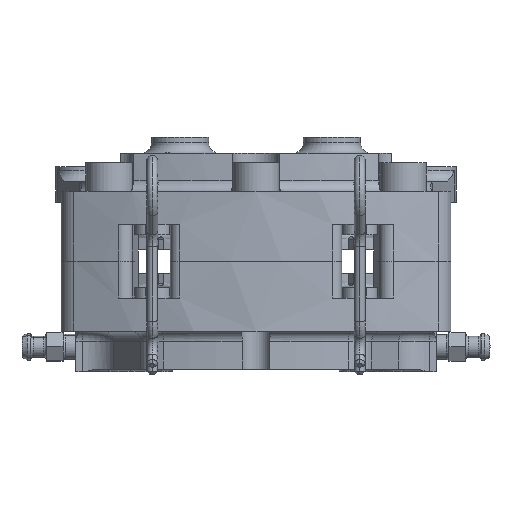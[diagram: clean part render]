
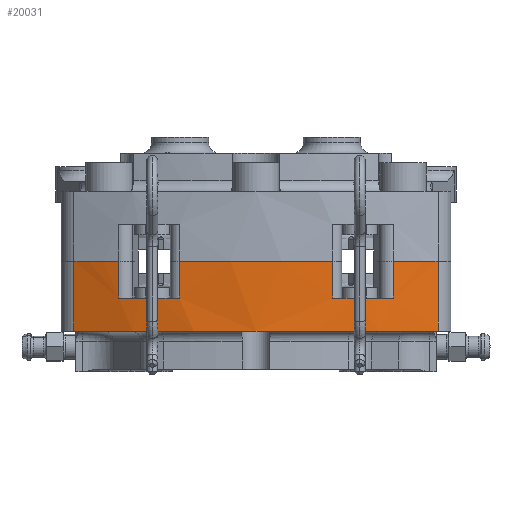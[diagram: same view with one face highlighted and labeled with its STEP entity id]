
A CAD part, front view. The second image highlights one B-rep face of the part: STEP entity #20031.
In plain terms, the highlighted cylindrical face has radius 124 mm (diameter 248 mm), a partial arc.
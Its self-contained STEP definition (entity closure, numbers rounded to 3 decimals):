
#4987 = AXIS2_PLACEMENT_3D ( 'NONE', #9087, #9088, #9089 ) ;
#4995 = AXIS2_PLACEMENT_3D ( 'NONE', #9123, #9124, #9125 ) ;
#5022 = AXIS2_PLACEMENT_3D ( 'NONE', #9270, #9271, #9272 ) ;
#5038 = AXIS2_PLACEMENT_3D ( 'NONE', #9410, #9411, #9412 ) ;
#5050 = AXIS2_PLACEMENT_3D ( 'NONE', #9452, #9453, #9454 ) ;
#5059 = AXIS2_PLACEMENT_3D ( 'NONE', #9522, #9523, #9524 ) ;
#5381 = AXIS2_PLACEMENT_3D ( 'NONE', #12367, #12365, #12363 ) ;
#7144 = LINE ( 'NONE', #8769, #7148 ) ;
#7148 = VECTOR ( 'NONE', #8767, 1000. ) ;
#7158 = LINE ( 'NONE', #8788, #7160 ) ;
#7160 = VECTOR ( 'NONE', #8784, 1000. ) ;
#7319 = CIRCLE ( 'NONE', #4987, 124. ) ;
#7339 = CIRCLE ( 'NONE', #4995, 124. ) ;
#7418 = CIRCLE ( 'NONE', #5022, 124. ) ;
#7470 = CIRCLE ( 'NONE', #5038, 124. ) ;
#7486 = CIRCLE ( 'NONE', #5050, 124. ) ;
#7494 = LINE ( 'NONE', #9464, #7498 ) ;
#7498 = VECTOR ( 'NONE', #9471, 1000. ) ;
#7508 = LINE ( 'NONE', #9516, #7511 ) ;
#7510 = LINE ( 'NONE', #9518, #7513 ) ;
#7511 = VECTOR ( 'NONE', #9517, 1000. ) ;
#7512 = LINE ( 'NONE', #9520, #7515 ) ;
#7513 = VECTOR ( 'NONE', #9519, 1000. ) ;
#7514 = CIRCLE ( 'NONE', #5059, 124. ) ;
#7515 = VECTOR ( 'NONE', #9521, 1000. ) ;
#8767 = DIRECTION ( 'NONE',  ( 0., 0., -1. ) ) ;
#8769 = CARTESIAN_POINT ( 'NONE',  ( -21.472, -122.127, 19.55 ) ) ;
#8784 = DIRECTION ( 'NONE',  ( 0., 0., -1. ) ) ;
#8788 = CARTESIAN_POINT ( 'NONE',  ( -50.966, -113.042, 19.55 ) ) ;
#9087 = CARTESIAN_POINT ( 'NONE',  ( 0., 0., 10.3 ) ) ;
#9088 = DIRECTION ( 'NONE',  ( 0., 0., -1. ) ) ;
#9089 = DIRECTION ( 'NONE',  ( -1., 0., 0. ) ) ;
#9123 = CARTESIAN_POINT ( 'NONE',  ( 0., 0., 10.3 ) ) ;
#9124 = DIRECTION ( 'NONE',  ( 0., 0., -1. ) ) ;
#9125 = DIRECTION ( 'NONE',  ( -1., 0., 0. ) ) ;
#9270 = CARTESIAN_POINT ( 'NONE',  ( 0., 0., 19.55 ) ) ;
#9271 = DIRECTION ( 'NONE',  ( 0., 0., 1. ) ) ;
#9272 = DIRECTION ( 'NONE',  ( -1., 0., 0. ) ) ;
#9410 = CARTESIAN_POINT ( 'NONE',  ( 0., 0., 0. ) ) ;
#9411 = DIRECTION ( 'NONE',  ( 0., 0., 1. ) ) ;
#9412 = DIRECTION ( 'NONE',  ( -1., 0., 0. ) ) ;
#9452 = CARTESIAN_POINT ( 'NONE',  ( 0., 0., 0. ) ) ;
#9453 = DIRECTION ( 'NONE',  ( 0., 0., 1. ) ) ;
#9454 = DIRECTION ( 'NONE',  ( -1., 0., 0. ) ) ;
#9464 = CARTESIAN_POINT ( 'NONE',  ( 50.966, -113.042, 19.55 ) ) ;
#9471 = DIRECTION ( 'NONE',  ( 0., 0., -1. ) ) ;
#9516 = CARTESIAN_POINT ( 'NONE',  ( -38.376, -117.912, 19.55 ) ) ;
#9517 = DIRECTION ( 'NONE',  ( 0., 0., 1. ) ) ;
#9518 = CARTESIAN_POINT ( 'NONE',  ( 21.472, -122.127, 19.55 ) ) ;
#9519 = DIRECTION ( 'NONE',  ( 0., 0., 1. ) ) ;
#9520 = CARTESIAN_POINT ( 'NONE',  ( 38.376, -117.912, 19.55 ) ) ;
#9521 = DIRECTION ( 'NONE',  ( 0., 0., -1. ) ) ;
#9522 = CARTESIAN_POINT ( 'NONE',  ( 0., 0., 0. ) ) ;
#9523 = DIRECTION ( 'NONE',  ( 0., 0., 1. ) ) ;
#9524 = DIRECTION ( 'NONE',  ( -1., 0., 0. ) ) ;
#11172 = FACE_OUTER_BOUND ( 'NONE', #27111, .T. ) ;
#11181 = CYLINDRICAL_SURFACE ( 'NONE', #5381, 124. ) ;
#12363 = DIRECTION ( 'NONE',  ( -1., 0., 0. ) ) ;
#12365 = DIRECTION ( 'NONE',  ( 0., 0., -1. ) ) ;
#12367 = CARTESIAN_POINT ( 'NONE',  ( 0., 0., 19.55 ) ) ;
#16585 = CARTESIAN_POINT ( 'NONE',  ( -21.472, -122.127, 10.3 ) ) ;
#16587 = CARTESIAN_POINT ( 'NONE',  ( -21.472, -122.127, 0. ) ) ;
#16591 = CARTESIAN_POINT ( 'NONE',  ( -50.966, -113.042, 19.55 ) ) ;
#16597 = CARTESIAN_POINT ( 'NONE',  ( -50.966, -113.042, 0. ) ) ;
#16684 = CARTESIAN_POINT ( 'NONE',  ( 38.376, -117.912, 10.3 ) ) ;
#16685 = CARTESIAN_POINT ( 'NONE',  ( 21.472, -122.127, 10.3 ) ) ;
#16694 = CARTESIAN_POINT ( 'NONE',  ( -38.376, -117.912, 10.3 ) ) ;
#16718 = CARTESIAN_POINT ( 'NONE',  ( 50.966, -113.042, 19.55 ) ) ;
#16772 = CARTESIAN_POINT ( 'NONE',  ( -38.376, -117.912, 0. ) ) ;
#16774 = CARTESIAN_POINT ( 'NONE',  ( 50.966, -113.042, 0. ) ) ;
#16775 = CARTESIAN_POINT ( 'NONE',  ( 38.376, -117.912, 0. ) ) ;
#16780 = CARTESIAN_POINT ( 'NONE',  ( 21.472, -122.127, 0. ) ) ;
#18915 = EDGE_CURVE ( 'NONE', #26598, #26600, #7144, .T. ) ;
#18923 = EDGE_CURVE ( 'NONE', #26604, #26610, #7158, .T. ) ;
#19037 = EDGE_CURVE ( 'NONE', #26697, #26698, #7319, .T. ) ;
#19051 = EDGE_CURVE ( 'NONE', #26598, #26707, #7339, .T. ) ;
#19107 = EDGE_CURVE ( 'NONE', #26604, #26731, #7418, .T. ) ;
#19147 = EDGE_CURVE ( 'NONE', #26610, #26785, #7470, .T. ) ;
#19161 = EDGE_CURVE ( 'NONE', #26600, #26793, #7486, .T. ) ;
#19168 = EDGE_CURVE ( 'NONE', #26731, #26787, #7494, .T. ) ;
#19179 = EDGE_CURVE ( 'NONE', #26785, #26707, #7508, .T. ) ;
#19180 = EDGE_CURVE ( 'NONE', #26793, #26698, #7510, .T. ) ;
#19181 = EDGE_CURVE ( 'NONE', #26697, #26788, #7512, .T. ) ;
#19182 = EDGE_CURVE ( 'NONE', #26788, #26787, #7514, .T. ) ;
#20031 = ADVANCED_FACE ( 'NONE', ( #11172 ), #11181, .T. ) ;
#20881 = ORIENTED_EDGE ( 'NONE', *, *, #19147, .T. ) ;
#20882 = ORIENTED_EDGE ( 'NONE', *, *, #19179, .T. ) ;
#20883 = ORIENTED_EDGE ( 'NONE', *, *, #19051, .F. ) ;
#20884 = ORIENTED_EDGE ( 'NONE', *, *, #18915, .T. ) ;
#20885 = ORIENTED_EDGE ( 'NONE', *, *, #19161, .T. ) ;
#20886 = ORIENTED_EDGE ( 'NONE', *, *, #19180, .T. ) ;
#20887 = ORIENTED_EDGE ( 'NONE', *, *, #19037, .F. ) ;
#20888 = ORIENTED_EDGE ( 'NONE', *, *, #19181, .T. ) ;
#20889 = ORIENTED_EDGE ( 'NONE', *, *, #19182, .T. ) ;
#20890 = ORIENTED_EDGE ( 'NONE', *, *, #19168, .F. ) ;
#20891 = ORIENTED_EDGE ( 'NONE', *, *, #19107, .F. ) ;
#20892 = ORIENTED_EDGE ( 'NONE', *, *, #18923, .T. ) ;
#26598 = VERTEX_POINT ( 'NONE', #16585 ) ;
#26600 = VERTEX_POINT ( 'NONE', #16587 ) ;
#26604 = VERTEX_POINT ( 'NONE', #16591 ) ;
#26610 = VERTEX_POINT ( 'NONE', #16597 ) ;
#26697 = VERTEX_POINT ( 'NONE', #16684 ) ;
#26698 = VERTEX_POINT ( 'NONE', #16685 ) ;
#26707 = VERTEX_POINT ( 'NONE', #16694 ) ;
#26731 = VERTEX_POINT ( 'NONE', #16718 ) ;
#26785 = VERTEX_POINT ( 'NONE', #16772 ) ;
#26787 = VERTEX_POINT ( 'NONE', #16774 ) ;
#26788 = VERTEX_POINT ( 'NONE', #16775 ) ;
#26793 = VERTEX_POINT ( 'NONE', #16780 ) ;
#27111 = EDGE_LOOP ( 'NONE', ( #20881, #20882, #20883, #20884, #20885, #20886, #20887, #20888, #20889, #20890, #20891, #20892 ) ) ;
